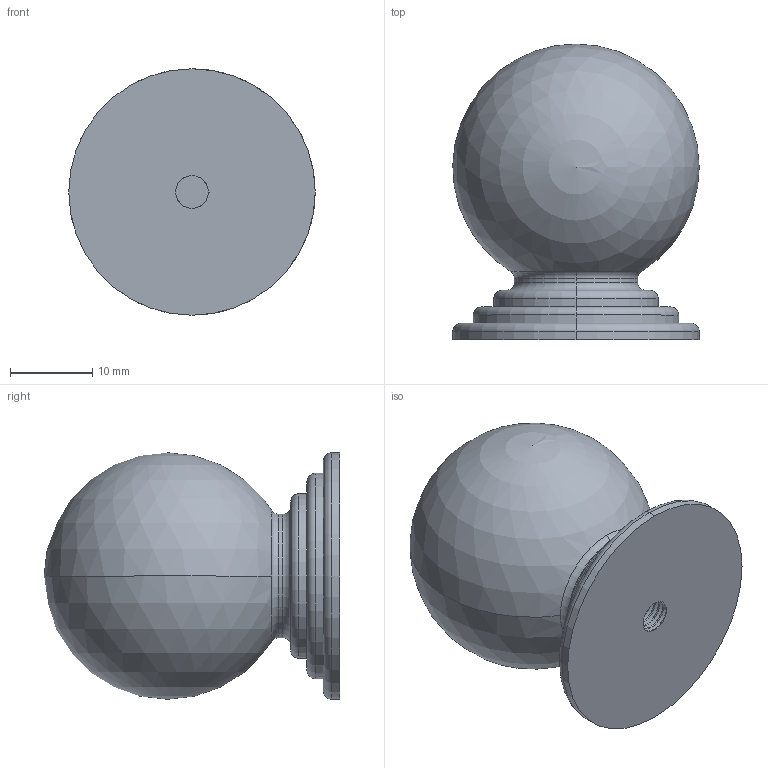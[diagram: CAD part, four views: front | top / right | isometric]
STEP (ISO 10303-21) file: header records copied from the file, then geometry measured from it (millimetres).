
FILE_DESCRIPTION (( 'STEP AP214' ), '1' );
FILE_NAME ('HDL30 Winchester Knob_STEP_V20622.STEP', '2022-08-02T08:32:32', ( '' ), ( '' ), 'SwSTEP 2.0', 'SolidWorks 2019', '' );
FILE_SCHEMA (( 'AUTOMOTIVE_DESIGN' ));
Length unit declared in the file: millimetre
Products named in the file (1): HDL30 Winchester Knob_STEP_V20622
Bounding box: 30 x 35.99 x 30 mm (x, y, z)
Volume: 17147.9 mm3; surface area: 4541 mm2
Topology: 1 solids, 1 shells, 61 faces, 157 edges, 100 vertices
Faces by surface type: cylinder 38, torus 10, plane 7, bspline 4, sphere 2
Entity records: 3867 total; most frequent: CARTESIAN_POINT 2561, ORIENTED_EDGE 304, DIRECTION 240, EDGE_CURVE 152, AXIS2_PLACEMENT_3D 101, VERTEX_POINT 97, EDGE_LOOP 65, FACE_OUTER_BOUND 61
